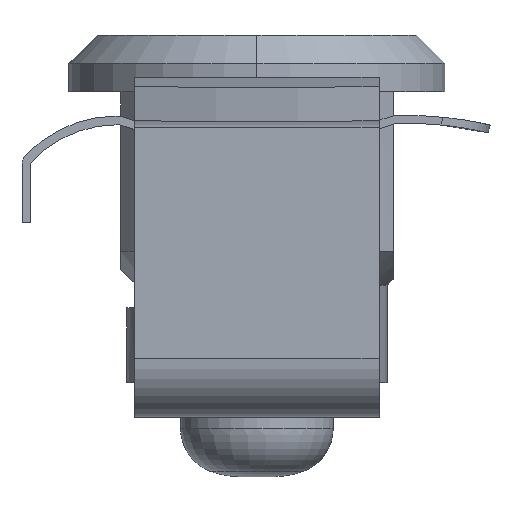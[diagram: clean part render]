
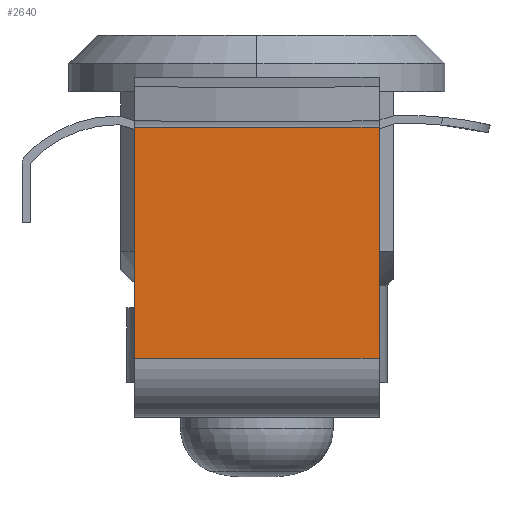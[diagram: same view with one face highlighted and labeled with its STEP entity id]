
A CAD part, front view. The second image highlights one B-rep face of the part: STEP entity #2640.
In plain terms, the highlighted planar face has unit normal (0, -1, 0).
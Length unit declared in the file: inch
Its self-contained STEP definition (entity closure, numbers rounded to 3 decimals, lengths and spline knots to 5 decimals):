
#252 = VECTOR ( 'NONE', #2927, 39.37008 ) ;
#415 = EDGE_CURVE ( 'NONE', #1458, #1009, #3818, .T. ) ;
#575 = VERTEX_POINT ( 'NONE', #4517 ) ;
#857 = AXIS2_PLACEMENT_3D ( 'NONE', #6021, #3050, #2633 ) ;
#917 = CARTESIAN_POINT ( 'NONE',  ( 0.25591, -0.75901, -0.07501 ) ) ;
#1009 = VERTEX_POINT ( 'NONE', #5541 ) ;
#1192 = DIRECTION ( 'NONE',  ( 1., 0., 0. ) ) ;
#1458 = VERTEX_POINT ( 'NONE', #1656 ) ;
#1634 = FACE_OUTER_BOUND ( 'NONE', #3236, .T. ) ;
#1656 = CARTESIAN_POINT ( 'NONE',  ( -0.25591, -0.75901, -0.55902 ) ) ;
#2383 = ORIENTED_EDGE ( 'NONE', *, *, #6025, .F. ) ;
#2463 = VECTOR ( 'NONE', #1192, 39.37008 ) ;
#2614 = VERTEX_POINT ( 'NONE', #3603 ) ;
#2633 = DIRECTION ( 'NONE',  ( 0., 0., 1. ) ) ;
#2640 = ADVANCED_FACE ( 'NONE', ( #1634 ), #4048, .F. ) ;
#2927 = DIRECTION ( 'NONE',  ( 0., 0., 1. ) ) ;
#3050 = DIRECTION ( 'NONE',  ( 0., 1., 0. ) ) ;
#3236 = EDGE_LOOP ( 'NONE', ( #4683, #4981, #2383, #3330 ) ) ;
#3330 = ORIENTED_EDGE ( 'NONE', *, *, #415, .F. ) ;
#3384 = DIRECTION ( 'NONE',  ( 0., 0., 1. ) ) ;
#3603 = CARTESIAN_POINT ( 'NONE',  ( 0.25591, -0.75901, -0.55902 ) ) ;
#3818 = LINE ( 'NONE', #4960, #252 ) ;
#3842 = LINE ( 'NONE', #6108, #2463 ) ;
#4048 = PLANE ( 'NONE',  #857 ) ;
#4248 = VECTOR ( 'NONE', #3384, 39.37008 ) ;
#4425 = LINE ( 'NONE', #5629, #5726 ) ;
#4494 = EDGE_CURVE ( 'NONE', #2614, #1458, #4425, .T. ) ;
#4517 = CARTESIAN_POINT ( 'NONE',  ( 0.25591, -0.75901, -0.07501 ) ) ;
#4683 = ORIENTED_EDGE ( 'NONE', *, *, #4494, .F. ) ;
#4960 = CARTESIAN_POINT ( 'NONE',  ( -0.25591, -0.75901, -0.07501 ) ) ;
#4981 = ORIENTED_EDGE ( 'NONE', *, *, #5810, .T. ) ;
#5132 = DIRECTION ( 'NONE',  ( -1., 0., 0. ) ) ;
#5387 = LINE ( 'NONE', #917, #4248 ) ;
#5541 = CARTESIAN_POINT ( 'NONE',  ( -0.25591, -0.75901, -0.07501 ) ) ;
#5629 = CARTESIAN_POINT ( 'NONE',  ( 0.25591, -0.75901, -0.55902 ) ) ;
#5726 = VECTOR ( 'NONE', #5132, 39.37008 ) ;
#5810 = EDGE_CURVE ( 'NONE', #2614, #575, #5387, .T. ) ;
#6021 = CARTESIAN_POINT ( 'NONE',  ( 0.25591, -0.75901, -0.55902 ) ) ;
#6025 = EDGE_CURVE ( 'NONE', #1009, #575, #3842, .T. ) ;
#6108 = CARTESIAN_POINT ( 'NONE',  ( 0.25591, -0.75901, -0.07501 ) ) ;
